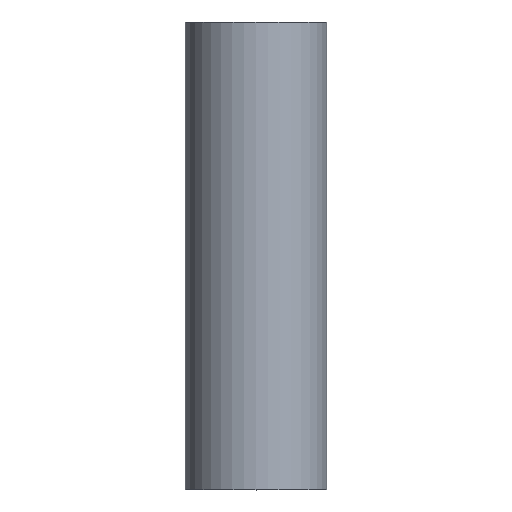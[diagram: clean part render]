
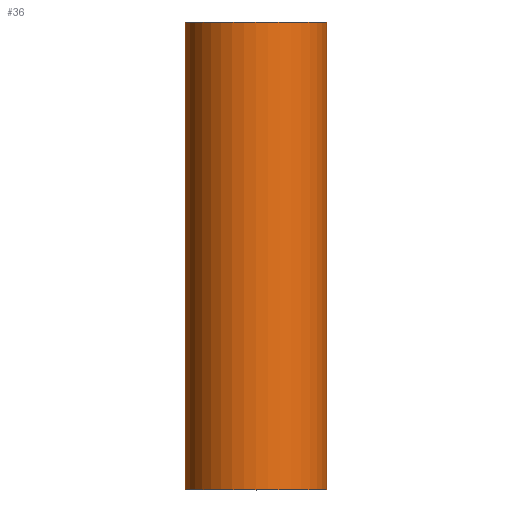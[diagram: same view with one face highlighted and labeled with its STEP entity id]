
A CAD part, top view. The second image highlights one B-rep face of the part: STEP entity #36.
In plain terms, the highlighted cylindrical face has radius 15.1 mm (diameter 30.2 mm), a partial arc.
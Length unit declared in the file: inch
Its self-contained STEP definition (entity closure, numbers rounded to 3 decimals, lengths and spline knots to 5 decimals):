
#36=ADVANCED_FACE('',(#70),#71,.T.);
#70=FACE_OUTER_BOUND('',#104,.T.);
#71=CYLINDRICAL_SURFACE('',#105,0.59449);
#104=EDGE_LOOP('',(#127,#128,#129,#130));
#105=AXIS2_PLACEMENT_3D('',#131,#132,#133);
#127=ORIENTED_EDGE('',*,*,#178,.F.);
#128=ORIENTED_EDGE('',*,*,#179,.T.);
#129=ORIENTED_EDGE('',*,*,#180,.F.);
#130=ORIENTED_EDGE('',*,*,#181,.T.);
#131=CARTESIAN_POINT('',(0.0,0.0,0.0));
#132=DIRECTION('',(0.0,1.0,0.0));
#133=DIRECTION('',(-1.0,0.0,0.0));
#178=EDGE_CURVE('',#198,#199,#200,.T.);
#179=EDGE_CURVE('',#198,#201,#202,.T.);
#180=EDGE_CURVE('',#203,#201,#204,.T.);
#181=EDGE_CURVE('',#203,#199,#205,.T.);
#198=VERTEX_POINT('',#225);
#199=VERTEX_POINT('',#226);
#200=LINE('',#227,#228);
#201=VERTEX_POINT('',#229);
#202=CIRCLE('',#230,0.59449);
#203=VERTEX_POINT('',#231);
#204=LINE('',#232,#233);
#205=CIRCLE('',#234,0.59449);
#225=CARTESIAN_POINT('',(-0.59449,0.0,0.0));
#226=CARTESIAN_POINT('',(-0.59449,3.93701,0.0));
#227=CARTESIAN_POINT('',(-0.59449,0.0,0.));
#228=VECTOR('',#255,1.0);
#229=CARTESIAN_POINT('',(0.59449,0.0,0.));
#230=AXIS2_PLACEMENT_3D('',#256,#257,#258);
#231=CARTESIAN_POINT('',(0.59449,3.93701,0.));
#232=CARTESIAN_POINT('',(0.59449,0.0,0.));
#233=VECTOR('',#259,1.0);
#234=AXIS2_PLACEMENT_3D('',#260,#261,#262);
#255=DIRECTION('',(0.0,1.0,0.0));
#256=CARTESIAN_POINT('',(0.0,0.0,0.0));
#257=DIRECTION('',(0.0,1.0,0.0));
#258=DIRECTION('',(-1.0,0.0,0.0));
#259=DIRECTION('',(-0.0,-1.0,-0.0));
#260=CARTESIAN_POINT('',(0.0,3.93701,0.0));
#261=DIRECTION('',(-0.0,-1.0,-0.0));
#262=DIRECTION('',(-1.0,0.0,0.0));
